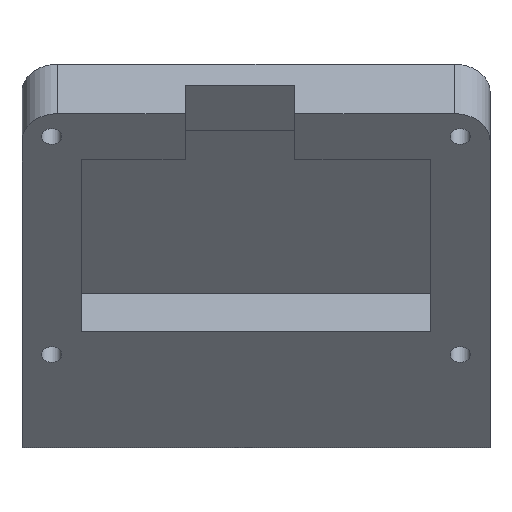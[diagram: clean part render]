
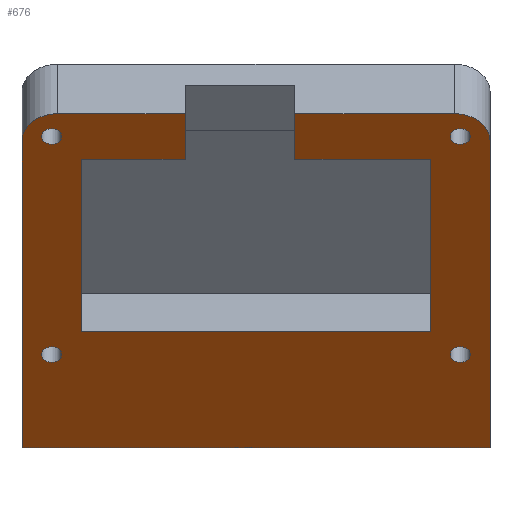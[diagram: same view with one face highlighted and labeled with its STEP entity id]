
A CAD part, top view. The second image highlights one B-rep face of the part: STEP entity #676.
In plain terms, the highlighted planar face has unit normal (0, -0.643, 0.766).
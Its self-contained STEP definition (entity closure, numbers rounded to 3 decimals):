
#20=FACE_BOUND('',#116,.T.);
#21=FACE_BOUND('',#117,.T.);
#22=FACE_BOUND('',#118,.T.);
#23=FACE_BOUND('',#119,.T.);
#28=CIRCLE('',#717,6.);
#35=CIRCLE('',#727,6.);
#36=CIRCLE('',#737,1.7);
#37=CIRCLE('',#738,1.7);
#38=CIRCLE('',#739,1.7);
#39=CIRCLE('',#740,1.7);
#72=FACE_OUTER_BOUND('',#115,.T.);
#115=EDGE_LOOP('',(#520,#521,#522,#523,#524,#525,#526,#527,#528,#529,#530,
#531,#532,#533));
#116=EDGE_LOOP('',(#534));
#117=EDGE_LOOP('',(#535));
#118=EDGE_LOOP('',(#536));
#119=EDGE_LOOP('',(#537));
#162=LINE('',#1002,#235);
#170=LINE('',#1029,#243);
#178=LINE('',#1044,#251);
#179=LINE('',#1048,#252);
#183=LINE('',#1057,#256);
#189=LINE('',#1067,#262);
#190=LINE('',#1069,#263);
#191=LINE('',#1071,#264);
#192=LINE('',#1073,#265);
#193=LINE('',#1075,#266);
#194=LINE('',#1076,#267);
#195=LINE('',#1077,#268);
#235=VECTOR('',#801,10.);
#243=VECTOR('',#827,10.);
#251=VECTOR('',#843,10.);
#252=VECTOR('',#846,10.);
#256=VECTOR('',#852,10.);
#262=VECTOR('',#862,10.);
#263=VECTOR('',#863,10.);
#264=VECTOR('',#864,10.);
#265=VECTOR('',#865,10.);
#266=VECTOR('',#866,10.);
#267=VECTOR('',#867,10.);
#268=VECTOR('',#868,10.);
#301=VERTEX_POINT('',#983);
#302=VERTEX_POINT('',#984);
#309=VERTEX_POINT('',#1000);
#317=VERTEX_POINT('',#1022);
#318=VERTEX_POINT('',#1023);
#319=VERTEX_POINT('',#1028);
#323=VERTEX_POINT('',#1046);
#324=VERTEX_POINT('',#1047);
#327=VERTEX_POINT('',#1055);
#328=VERTEX_POINT('',#1056);
#331=VERTEX_POINT('',#1068);
#332=VERTEX_POINT('',#1070);
#333=VERTEX_POINT('',#1072);
#334=VERTEX_POINT('',#1074);
#335=VERTEX_POINT('',#1078);
#336=VERTEX_POINT('',#1080);
#337=VERTEX_POINT('',#1082);
#338=VERTEX_POINT('',#1084);
#363=EDGE_CURVE('',#301,#302,#28,.T.);
#372=EDGE_CURVE('',#301,#309,#162,.T.);
#383=EDGE_CURVE('',#317,#318,#35,.T.);
#386=EDGE_CURVE('',#318,#319,#170,.T.);
#394=EDGE_CURVE('',#319,#309,#178,.T.);
#395=EDGE_CURVE('',#323,#324,#179,.T.);
#399=EDGE_CURVE('',#327,#328,#183,.T.);
#405=EDGE_CURVE('',#317,#323,#189,.T.);
#406=EDGE_CURVE('',#324,#331,#190,.T.);
#407=EDGE_CURVE('',#331,#332,#191,.T.);
#408=EDGE_CURVE('',#332,#333,#192,.T.);
#409=EDGE_CURVE('',#333,#334,#193,.T.);
#410=EDGE_CURVE('',#334,#327,#194,.T.);
#411=EDGE_CURVE('',#328,#302,#195,.T.);
#412=EDGE_CURVE('',#335,#335,#36,.T.);
#413=EDGE_CURVE('',#336,#336,#37,.T.);
#414=EDGE_CURVE('',#337,#337,#38,.T.);
#415=EDGE_CURVE('',#338,#338,#39,.T.);
#520=ORIENTED_EDGE('',*,*,#363,.F.);
#521=ORIENTED_EDGE('',*,*,#372,.T.);
#522=ORIENTED_EDGE('',*,*,#394,.F.);
#523=ORIENTED_EDGE('',*,*,#386,.F.);
#524=ORIENTED_EDGE('',*,*,#383,.F.);
#525=ORIENTED_EDGE('',*,*,#405,.T.);
#526=ORIENTED_EDGE('',*,*,#395,.T.);
#527=ORIENTED_EDGE('',*,*,#406,.T.);
#528=ORIENTED_EDGE('',*,*,#407,.T.);
#529=ORIENTED_EDGE('',*,*,#408,.T.);
#530=ORIENTED_EDGE('',*,*,#409,.T.);
#531=ORIENTED_EDGE('',*,*,#410,.T.);
#532=ORIENTED_EDGE('',*,*,#399,.T.);
#533=ORIENTED_EDGE('',*,*,#411,.T.);
#534=ORIENTED_EDGE('',*,*,#412,.T.);
#535=ORIENTED_EDGE('',*,*,#413,.T.);
#536=ORIENTED_EDGE('',*,*,#414,.T.);
#537=ORIENTED_EDGE('',*,*,#415,.T.);
#646=PLANE('',#736);
#676=ADVANCED_FACE('',(#72,#20,#21,#22,#23),#646,.T.);
#717=AXIS2_PLACEMENT_3D('',#985,#788,#789);
#727=AXIS2_PLACEMENT_3D('',#1024,#821,#822);
#736=AXIS2_PLACEMENT_3D('',#1066,#860,#861);
#737=AXIS2_PLACEMENT_3D('',#1079,#869,#870);
#738=AXIS2_PLACEMENT_3D('',#1081,#871,#872);
#739=AXIS2_PLACEMENT_3D('',#1083,#873,#874);
#740=AXIS2_PLACEMENT_3D('',#1085,#875,#876);
#788=DIRECTION('center_axis',(0.,0.643,-0.766));
#789=DIRECTION('ref_axis',(-0.707,0.542,0.455));
#801=DIRECTION('',(0.,-0.766,-0.643));
#821=DIRECTION('center_axis',(0.,0.643,-0.766));
#822=DIRECTION('ref_axis',(0.707,0.542,0.455));
#827=DIRECTION('',(0.,-0.766,-0.643));
#843=DIRECTION('',(-1.,0.,0.));
#846=DIRECTION('',(0.,-0.766,-0.643));
#852=DIRECTION('',(0.,0.766,0.643));
#860=DIRECTION('center_axis',(0.,-0.643,0.766));
#861=DIRECTION('ref_axis',(1.,0.,0.));
#862=DIRECTION('',(-1.,0.,0.));
#863=DIRECTION('',(1.,0.,0.));
#864=DIRECTION('',(0.,-0.766,-0.643));
#865=DIRECTION('',(-1.,0.,0.));
#866=DIRECTION('',(0.,0.766,0.643));
#867=DIRECTION('',(1.,0.,0.));
#868=DIRECTION('',(-1.,0.,0.));
#869=DIRECTION('center_axis',(0.,0.643,-0.766));
#870=DIRECTION('ref_axis',(1.,0.,0.));
#871=DIRECTION('center_axis',(0.,0.643,-0.766));
#872=DIRECTION('ref_axis',(1.,0.,0.));
#873=DIRECTION('center_axis',(0.,0.643,-0.766));
#874=DIRECTION('ref_axis',(1.,0.,0.));
#875=DIRECTION('center_axis',(0.,0.643,-0.766));
#876=DIRECTION('ref_axis',(1.,0.,0.));
#983=CARTESIAN_POINT('',(-39.5,2.478,43.384));
#984=CARTESIAN_POINT('',(-33.5,7.074,47.24));
#985=CARTESIAN_POINT('Origin',(-33.5,2.478,43.384));
#1000=CARTESIAN_POINT('',(-39.5,-49.23,-0.005));
#1002=CARTESIAN_POINT('',(-39.5,7.074,47.24));
#1022=CARTESIAN_POINT('',(33.5,7.074,47.24));
#1023=CARTESIAN_POINT('',(39.5,2.478,43.384));
#1024=CARTESIAN_POINT('Origin',(33.5,2.478,43.384));
#1028=CARTESIAN_POINT('',(39.5,-49.23,-0.005));
#1029=CARTESIAN_POINT('',(39.5,-37.356,9.959));
#1044=CARTESIAN_POINT('',(-39.5,-49.23,-0.005));
#1046=CARTESIAN_POINT('',(6.55,7.074,47.24));
#1047=CARTESIAN_POINT('',(6.55,-0.586,40.812));
#1048=CARTESIAN_POINT('',(6.55,5.159,45.633));
#1055=CARTESIAN_POINT('',(-11.95,-0.586,40.812));
#1056=CARTESIAN_POINT('',(-11.95,7.074,47.24));
#1057=CARTESIAN_POINT('',(-11.95,1.329,42.419));
#1066=CARTESIAN_POINT('Origin',(-34.5,3.244,44.026));
#1067=CARTESIAN_POINT('',(39.5,7.074,47.24));
#1068=CARTESIAN_POINT('',(29.5,-0.586,40.812));
#1069=CARTESIAN_POINT('',(29.5,-0.586,40.812));
#1070=CARTESIAN_POINT('',(29.5,-29.696,16.386));
#1071=CARTESIAN_POINT('',(29.5,-29.696,16.386));
#1072=CARTESIAN_POINT('',(-29.5,-29.696,16.386));
#1073=CARTESIAN_POINT('',(-29.5,-29.696,16.386));
#1074=CARTESIAN_POINT('',(-29.5,-0.586,40.812));
#1075=CARTESIAN_POINT('',(-29.5,-0.586,40.812));
#1076=CARTESIAN_POINT('',(29.5,-0.586,40.812));
#1077=CARTESIAN_POINT('',(39.5,7.074,47.24));
#1078=CARTESIAN_POINT('',(-36.2,3.244,44.026));
#1079=CARTESIAN_POINT('Origin',(-34.5,3.244,44.026));
#1080=CARTESIAN_POINT('',(32.8,-33.526,13.173));
#1081=CARTESIAN_POINT('Origin',(34.5,-33.526,13.173));
#1082=CARTESIAN_POINT('',(32.8,3.244,44.026));
#1083=CARTESIAN_POINT('Origin',(34.5,3.244,44.026));
#1084=CARTESIAN_POINT('',(-36.2,-33.526,13.173));
#1085=CARTESIAN_POINT('Origin',(-34.5,-33.526,13.173));
